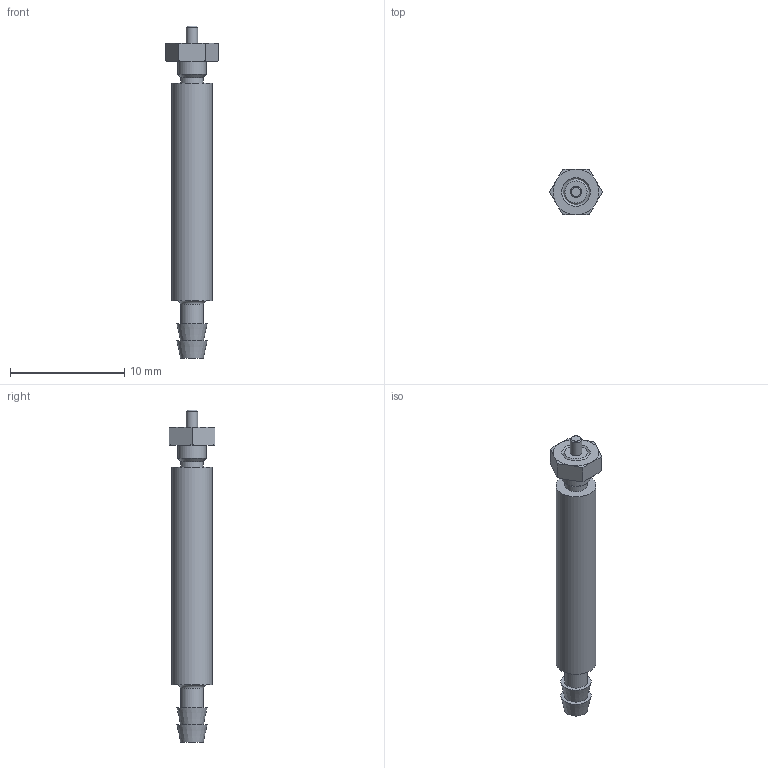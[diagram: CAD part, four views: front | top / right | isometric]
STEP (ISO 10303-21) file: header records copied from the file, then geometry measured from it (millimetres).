
FILE_DESCRIPTION(/* description */ ('STEP AP214'),/* implementation_level */ '2;1');
FILE_NAME(/* name */ '15883_EG-25-5-PK-2',/* time_stamp */ '2024-08-27T12:19:02+02:00',/* author */ ('License CC BY-ND 4.0'),/* organization */ ('CADENAS'),/* preprocessor_version */ 'ST-DEVELOPER v19.3',/* originating_system */ 'PARTsolutions',/* authorisation */ ' ');
FILE_SCHEMA (('AUTOMOTIVE_DESIGN {1 0 10303 214 3 1 1}'));
Length unit declared in the file: millimetre
Products named in the file (4): 15883 EG-2,5-5-PK-2---(5_0); 15883 EG-2,5-5-PK-2---(ZR_5_0); 15883 EG-2,5-5-PK-2-(N); 15883 EG-2,5-5-PK-2---(5_KS)
Assembly tree (3 placements, depth 2):
  15883 EG-2,5-5-PK-2---(5_0)
    15883 EG-2,5-5-PK-2---(ZR_5_0)
    15883 EG-2,5-5-PK-2-(N)
    15883 EG-2,5-5-PK-2---(5_KS)
Bounding box: 4.62 x 4 x 29 mm (x, y, z)
Volume: 222.4 mm3; surface area: 502.8 mm2
Topology: 3 solids, 3 shells, 49 faces, 89 edges, 53 vertices
Faces by surface type: plane 19, cone 19, cylinder 10, torus 1
Full cylindrical faces by diameter (mm): 0.4 x1, 1 x2, 1.948 x1, 2 x3, 2.013 x1, 2.5 x1, 3.5 x1
Entity records: 1237 total; most frequent: CARTESIAN_POINT 249, DIRECTION 194, ORIENTED_EDGE 142, AXIS2_PLACEMENT_3D 94, EDGE_LOOP 78, FACE_BOUND 78, EDGE_CURVE 71, VERTEX_POINT 53
